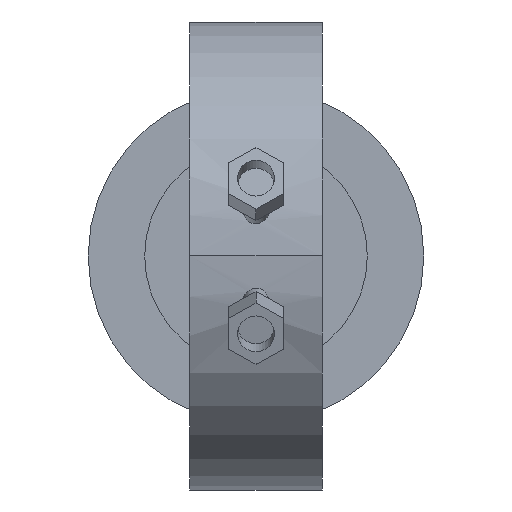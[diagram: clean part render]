
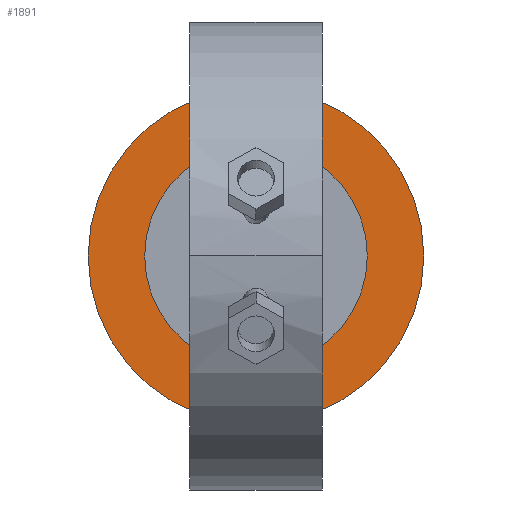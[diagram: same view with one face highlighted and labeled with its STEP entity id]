
A CAD part, front view. The second image highlights one B-rep face of the part: STEP entity #1891.
In plain terms, the highlighted planar face has unit normal (0, -1, 0).
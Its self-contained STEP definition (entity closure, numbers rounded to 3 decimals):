
#1496 = EDGE_LOOP ( 'NONE', ( #5657, #8548 ) ) ;
#1891 = ADVANCED_FACE ( 'NONE', ( #9633, #12375 ), #5122, .T. ) ;
#1977 = CARTESIAN_POINT ( 'NONE',  ( 52., 146., 0. ) ) ;
#2455 = CARTESIAN_POINT ( 'NONE',  ( 0., 146., 0. ) ) ;
#3975 = AXIS2_PLACEMENT_3D ( 'NONE', #12258, #11230, #5572 ) ;
#4703 = DIRECTION ( 'NONE',  ( 1., 0., 0. ) ) ;
#4761 = DIRECTION ( 'NONE',  ( 0., -1., 0. ) ) ;
#4816 = CARTESIAN_POINT ( 'NONE',  ( 0., 146., 0. ) ) ;
#4995 = VERTEX_POINT ( 'NONE', #10457 ) ;
#5088 = DIRECTION ( 'NONE',  ( 1., 0., 0. ) ) ;
#5122 = PLANE ( 'NONE',  #3975 ) ;
#5424 = AXIS2_PLACEMENT_3D ( 'NONE', #8724, #8706, #8694 ) ;
#5443 = DIRECTION ( 'NONE',  ( 0., 1., 0. ) ) ;
#5572 = DIRECTION ( 'NONE',  ( -1., 0., 0. ) ) ;
#5657 = ORIENTED_EDGE ( 'NONE', *, *, #8398, .F. ) ;
#6030 = CIRCLE ( 'NONE', #6789, 52. ) ;
#6120 = EDGE_LOOP ( 'NONE', ( #7632, #7280 ) ) ;
#6136 = CARTESIAN_POINT ( 'NONE',  ( 0., 146., 34.5 ) ) ;
#6789 = AXIS2_PLACEMENT_3D ( 'NONE', #2455, #5443, #5088 ) ;
#7280 = ORIENTED_EDGE ( 'NONE', *, *, #11302, .F. ) ;
#7322 = CIRCLE ( 'NONE', #5424, 34.5 ) ;
#7632 = ORIENTED_EDGE ( 'NONE', *, *, #8987, .F. ) ;
#8398 = EDGE_CURVE ( 'NONE', #8888, #11243, #6030, .T. ) ;
#8470 = CARTESIAN_POINT ( 'NONE',  ( 0., 146., 0. ) ) ;
#8479 = DIRECTION ( 'NONE',  ( 0., 1., 0. ) ) ;
#8483 = DIRECTION ( 'NONE',  ( 1., 0., 0. ) ) ;
#8548 = ORIENTED_EDGE ( 'NONE', *, *, #9214, .F. ) ;
#8694 = DIRECTION ( 'NONE',  ( 1., 0., 0. ) ) ;
#8706 = DIRECTION ( 'NONE',  ( 0., -1., 0. ) ) ;
#8724 = CARTESIAN_POINT ( 'NONE',  ( 0., 146., 0. ) ) ;
#8888 = VERTEX_POINT ( 'NONE', #1977 ) ;
#8987 = EDGE_CURVE ( 'NONE', #4995, #12938, #7322, .T. ) ;
#9078 = AXIS2_PLACEMENT_3D ( 'NONE', #8470, #8479, #8483 ) ;
#9214 = EDGE_CURVE ( 'NONE', #11243, #8888, #12245, .T. ) ;
#9627 = CIRCLE ( 'NONE', #10758, 34.5 ) ;
#9633 = FACE_BOUND ( 'NONE', #6120, .T. ) ;
#10457 = CARTESIAN_POINT ( 'NONE',  ( 0., 146., -34.5 ) ) ;
#10758 = AXIS2_PLACEMENT_3D ( 'NONE', #4816, #4761, #4703 ) ;
#11230 = DIRECTION ( 'NONE',  ( 0., -1., 0. ) ) ;
#11243 = VERTEX_POINT ( 'NONE', #13011 ) ;
#11302 = EDGE_CURVE ( 'NONE', #12938, #4995, #9627, .T. ) ;
#12245 = CIRCLE ( 'NONE', #9078, 52. ) ;
#12258 = CARTESIAN_POINT ( 'NONE',  ( 0., 146., -52. ) ) ;
#12375 = FACE_OUTER_BOUND ( 'NONE', #1496, .T. ) ;
#12938 = VERTEX_POINT ( 'NONE', #6136 ) ;
#13011 = CARTESIAN_POINT ( 'NONE',  ( -52., 146., 0. ) ) ;
